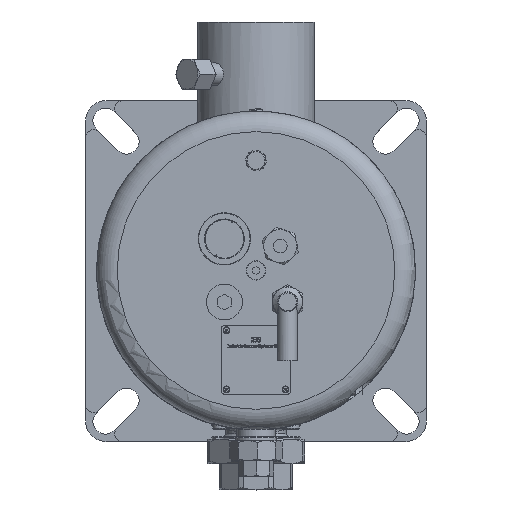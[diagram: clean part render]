
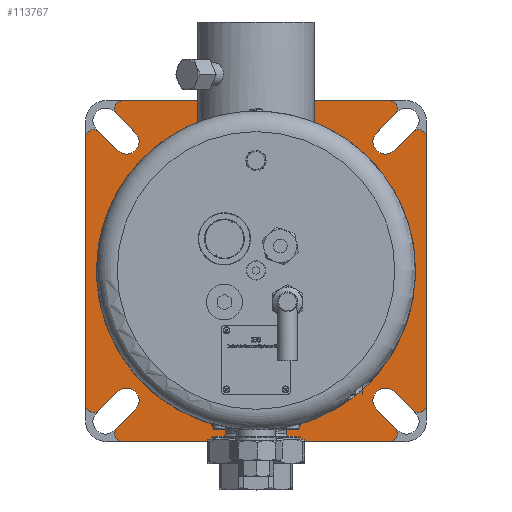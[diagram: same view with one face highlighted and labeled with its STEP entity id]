
A CAD part, top view. The second image highlights one B-rep face of the part: STEP entity #113767.
In plain terms, the highlighted planar face has unit normal (0, 0, 1).
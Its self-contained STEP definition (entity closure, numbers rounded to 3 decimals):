
#3560=FACE_BOUND('',#34623,.T.);
#10279=LINE('',#178887,#19406);
#10282=LINE('',#178893,#19409);
#10286=LINE('',#178903,#19413);
#10289=LINE('',#178911,#19416);
#10292=LINE('',#178917,#19419);
#10295=LINE('',#178925,#19422);
#10298=LINE('',#178933,#19425);
#10301=LINE('',#178941,#19428);
#10304=LINE('',#178951,#19431);
#10306=LINE('',#178957,#19433);
#10309=LINE('',#178965,#19436);
#10311=LINE('',#178971,#19438);
#19406=VECTOR('',#140957,10.);
#19409=VECTOR('',#140962,10.);
#19413=VECTOR('',#140972,10.);
#19416=VECTOR('',#140981,10.);
#19419=VECTOR('',#140986,10.);
#19422=VECTOR('',#140995,10.);
#19425=VECTOR('',#141004,10.);
#19428=VECTOR('',#141013,10.);
#19431=VECTOR('',#141026,10.);
#19433=VECTOR('',#141034,10.);
#19436=VECTOR('',#141043,10.);
#19438=VECTOR('',#141051,10.);
#27870=FACE_OUTER_BOUND('',#34622,.T.);
#34622=EDGE_LOOP('',(#85354,#85355,#85356,#85357,#85358,#85359,#85360,#85361,
#85362,#85363,#85364,#85365,#85366,#85367,#85368,#85369,#85370,#85371,#85372,
#85373,#85374,#85375,#85376,#85377));
#34623=EDGE_LOOP('',(#85378));
#39462=CIRCLE('',#121464,9.);
#39463=CIRCLE('',#121468,9.);
#39464=CIRCLE('',#121471,9.);
#39465=CIRCLE('',#121475,9.);
#39466=CIRCLE('',#121478,6.);
#39467=CIRCLE('',#121481,6.);
#39468=CIRCLE('',#121484,6.);
#39469=CIRCLE('',#121486,6.);
#39470=CIRCLE('',#121489,6.);
#39471=CIRCLE('',#121492,6.);
#39472=CIRCLE('',#121495,6.);
#39473=CIRCLE('',#121498,6.);
#39474=CIRCLE('',#121500,116.);
#47109=VERTEX_POINT('',#178879);
#47110=VERTEX_POINT('',#178881);
#47111=VERTEX_POINT('',#178885);
#47112=VERTEX_POINT('',#178889);
#47113=VERTEX_POINT('',#178891);
#47114=VERTEX_POINT('',#178895);
#47115=VERTEX_POINT('',#178899);
#47116=VERTEX_POINT('',#178901);
#47117=VERTEX_POINT('',#178905);
#47118=VERTEX_POINT('',#178909);
#47119=VERTEX_POINT('',#178913);
#47120=VERTEX_POINT('',#178915);
#47121=VERTEX_POINT('',#178919);
#47122=VERTEX_POINT('',#178923);
#47123=VERTEX_POINT('',#178927);
#47124=VERTEX_POINT('',#178931);
#47125=VERTEX_POINT('',#178935);
#47126=VERTEX_POINT('',#178939);
#47127=VERTEX_POINT('',#178945);
#47128=VERTEX_POINT('',#178949);
#47129=VERTEX_POINT('',#178955);
#47130=VERTEX_POINT('',#178959);
#47131=VERTEX_POINT('',#178963);
#47132=VERTEX_POINT('',#178969);
#47133=VERTEX_POINT('',#178975);
#60632=EDGE_CURVE('',#47110,#47109,#39462,.T.);
#60635=EDGE_CURVE('',#47111,#47110,#10279,.T.);
#60638=EDGE_CURVE('',#47112,#47113,#10282,.T.);
#60640=EDGE_CURVE('',#47113,#47114,#39463,.T.);
#60643=EDGE_CURVE('',#47115,#47116,#10286,.T.);
#60645=EDGE_CURVE('',#47116,#47117,#39464,.T.);
#60647=EDGE_CURVE('',#47117,#47118,#10289,.T.);
#60650=EDGE_CURVE('',#47119,#47120,#10292,.T.);
#60652=EDGE_CURVE('',#47120,#47121,#39465,.T.);
#60654=EDGE_CURVE('',#47109,#47122,#10295,.T.);
#60656=EDGE_CURVE('',#47123,#47122,#39466,.T.);
#60658=EDGE_CURVE('',#47121,#47124,#10298,.T.);
#60660=EDGE_CURVE('',#47125,#47124,#39467,.T.);
#60662=EDGE_CURVE('',#47126,#47125,#10301,.T.);
#60663=EDGE_CURVE('',#47112,#47126,#39468,.T.);
#60664=EDGE_CURVE('',#47119,#47127,#39469,.T.);
#60667=EDGE_CURVE('',#47127,#47128,#10304,.T.);
#60668=EDGE_CURVE('',#47128,#47118,#39470,.T.);
#60670=EDGE_CURVE('',#47114,#47129,#10306,.T.);
#60672=EDGE_CURVE('',#47130,#47129,#39471,.T.);
#60674=EDGE_CURVE('',#47131,#47130,#10309,.T.);
#60675=EDGE_CURVE('',#47111,#47131,#39472,.T.);
#60677=EDGE_CURVE('',#47132,#47123,#10311,.T.);
#60678=EDGE_CURVE('',#47115,#47132,#39473,.T.);
#60679=EDGE_CURVE('',#47133,#47133,#39474,.T.);
#85354=ORIENTED_EDGE('',*,*,#60678,.F.);
#85355=ORIENTED_EDGE('',*,*,#60643,.T.);
#85356=ORIENTED_EDGE('',*,*,#60645,.T.);
#85357=ORIENTED_EDGE('',*,*,#60647,.T.);
#85358=ORIENTED_EDGE('',*,*,#60668,.F.);
#85359=ORIENTED_EDGE('',*,*,#60667,.F.);
#85360=ORIENTED_EDGE('',*,*,#60664,.F.);
#85361=ORIENTED_EDGE('',*,*,#60650,.T.);
#85362=ORIENTED_EDGE('',*,*,#60652,.T.);
#85363=ORIENTED_EDGE('',*,*,#60658,.T.);
#85364=ORIENTED_EDGE('',*,*,#60660,.F.);
#85365=ORIENTED_EDGE('',*,*,#60662,.F.);
#85366=ORIENTED_EDGE('',*,*,#60663,.F.);
#85367=ORIENTED_EDGE('',*,*,#60638,.T.);
#85368=ORIENTED_EDGE('',*,*,#60640,.T.);
#85369=ORIENTED_EDGE('',*,*,#60670,.T.);
#85370=ORIENTED_EDGE('',*,*,#60672,.F.);
#85371=ORIENTED_EDGE('',*,*,#60674,.F.);
#85372=ORIENTED_EDGE('',*,*,#60675,.F.);
#85373=ORIENTED_EDGE('',*,*,#60635,.T.);
#85374=ORIENTED_EDGE('',*,*,#60632,.T.);
#85375=ORIENTED_EDGE('',*,*,#60654,.T.);
#85376=ORIENTED_EDGE('',*,*,#60656,.F.);
#85377=ORIENTED_EDGE('',*,*,#60677,.F.);
#85378=ORIENTED_EDGE('',*,*,#60679,.T.);
#102019=PLANE('',#121499);
#113767=ADVANCED_FACE('',(#27870,#3560),#102019,.T.);
#121464=AXIS2_PLACEMENT_3D('',#178882,#140951,#140952);
#121468=AXIS2_PLACEMENT_3D('',#178897,#140966,#140967);
#121471=AXIS2_PLACEMENT_3D('',#178907,#140976,#140977);
#121475=AXIS2_PLACEMENT_3D('',#178921,#140990,#140991);
#121478=AXIS2_PLACEMENT_3D('',#178929,#140999,#141000);
#121481=AXIS2_PLACEMENT_3D('',#178937,#141008,#141009);
#121484=AXIS2_PLACEMENT_3D('',#178943,#141016,#141017);
#121486=AXIS2_PLACEMENT_3D('',#178946,#141020,#141021);
#121489=AXIS2_PLACEMENT_3D('',#178953,#141029,#141030);
#121492=AXIS2_PLACEMENT_3D('',#178961,#141038,#141039);
#121495=AXIS2_PLACEMENT_3D('',#178967,#141046,#141047);
#121498=AXIS2_PLACEMENT_3D('',#178973,#141054,#141055);
#121499=AXIS2_PLACEMENT_3D('',#178974,#141056,#141057);
#121500=AXIS2_PLACEMENT_3D('',#178976,#141058,#141059);
#140951=DIRECTION('center_axis',(0.,0.,-1.));
#140952=DIRECTION('ref_axis',(0.707,-0.707,0.));
#140957=DIRECTION('',(0.707,-0.707,0.));
#140962=DIRECTION('',(-0.707,-0.707,0.));
#140966=DIRECTION('center_axis',(0.,0.,-1.));
#140967=DIRECTION('ref_axis',(0.707,0.707,0.));
#140972=DIRECTION('',(0.707,0.707,0.));
#140976=DIRECTION('center_axis',(0.,0.,-1.));
#140977=DIRECTION('ref_axis',(-0.707,-0.707,0.));
#140981=DIRECTION('',(-0.707,-0.707,0.));
#140986=DIRECTION('',(-0.707,0.707,0.));
#140990=DIRECTION('center_axis',(0.,0.,-1.));
#140991=DIRECTION('ref_axis',(0.707,-0.707,0.));
#140995=DIRECTION('',(-0.707,0.707,0.));
#140999=DIRECTION('center_axis',(0.,0.,-1.));
#141000=DIRECTION('ref_axis',(-0.383,0.924,0.));
#141004=DIRECTION('',(0.707,-0.707,0.));
#141008=DIRECTION('center_axis',(0.,0.,-1.));
#141009=DIRECTION('ref_axis',(0.383,-0.924,0.));
#141013=DIRECTION('',(0.,-1.,0.));
#141016=DIRECTION('center_axis',(0.,0.,-1.));
#141017=DIRECTION('ref_axis',(0.383,0.924,0.));
#141020=DIRECTION('center_axis',(0.,0.,-1.));
#141021=DIRECTION('ref_axis',(0.924,-0.383,0.));
#141026=DIRECTION('',(-1.,0.,0.));
#141029=DIRECTION('center_axis',(0.,0.,-1.));
#141030=DIRECTION('ref_axis',(-0.924,-0.383,0.));
#141034=DIRECTION('',(0.707,0.707,0.));
#141038=DIRECTION('center_axis',(0.,0.,-1.));
#141039=DIRECTION('ref_axis',(0.924,0.383,0.));
#141043=DIRECTION('',(1.,0.,0.));
#141046=DIRECTION('center_axis',(0.,0.,-1.));
#141047=DIRECTION('ref_axis',(-0.924,0.383,0.));
#141051=DIRECTION('',(0.,1.,0.));
#141054=DIRECTION('center_axis',(0.,0.,-1.));
#141055=DIRECTION('ref_axis',(-0.383,-0.924,0.));
#141056=DIRECTION('center_axis',(0.,0.,1.));
#141057=DIRECTION('ref_axis',(1.,0.,0.));
#141058=DIRECTION('center_axis',(0.,0.,-1.));
#141059=DIRECTION('ref_axis',(-1.,0.,0.));
#178879=CARTESIAN_POINT('',(-100.409,87.681,0.));
#178881=CARTESIAN_POINT('',(-87.681,100.409,0.));
#178882=CARTESIAN_POINT('Origin',(-94.045,94.045,0.));
#178885=CARTESIAN_POINT('',(-101.029,113.757,0.));
#178887=CARTESIAN_POINT('',(-40.659,53.387,0.));
#178889=CARTESIAN_POINT('',(113.757,101.029,0.));
#178891=CARTESIAN_POINT('',(100.409,87.681,0.));
#178893=CARTESIAN_POINT('',(53.387,40.659,0.));
#178895=CARTESIAN_POINT('',(87.681,100.409,0.));
#178897=CARTESIAN_POINT('Origin',(94.045,94.045,0.));
#178899=CARTESIAN_POINT('',(-113.757,-101.029,0.));
#178901=CARTESIAN_POINT('',(-100.409,-87.681,0.));
#178903=CARTESIAN_POINT('',(-53.387,-40.659,0.));
#178905=CARTESIAN_POINT('',(-87.681,-100.409,0.));
#178907=CARTESIAN_POINT('Origin',(-94.045,-94.045,0.));
#178909=CARTESIAN_POINT('',(-101.029,-113.757,0.));
#178911=CARTESIAN_POINT('',(-56.569,-69.296,0.));
#178913=CARTESIAN_POINT('',(101.029,-113.757,0.));
#178915=CARTESIAN_POINT('',(87.681,-100.409,0.));
#178917=CARTESIAN_POINT('',(40.659,-53.387,0.));
#178919=CARTESIAN_POINT('',(100.409,-87.681,0.));
#178921=CARTESIAN_POINT('Origin',(94.045,-94.045,0.));
#178923=CARTESIAN_POINT('',(-113.757,101.029,0.));
#178925=CARTESIAN_POINT('',(-69.296,56.569,0.));
#178927=CARTESIAN_POINT('',(-124.,96.787,0.));
#178929=CARTESIAN_POINT('Origin',(-118.,96.787,0.));
#178931=CARTESIAN_POINT('',(113.757,-101.029,0.));
#178933=CARTESIAN_POINT('',(69.296,-56.569,0.));
#178935=CARTESIAN_POINT('',(124.,-96.787,0.));
#178937=CARTESIAN_POINT('Origin',(118.,-96.787,0.));
#178939=CARTESIAN_POINT('',(124.,96.787,0.));
#178941=CARTESIAN_POINT('',(124.,124.,0.));
#178943=CARTESIAN_POINT('Origin',(118.,96.787,0.));
#178945=CARTESIAN_POINT('',(96.787,-124.,0.));
#178946=CARTESIAN_POINT('Origin',(96.787,-118.,0.));
#178949=CARTESIAN_POINT('',(-96.787,-124.,0.));
#178951=CARTESIAN_POINT('',(124.,-124.,0.));
#178953=CARTESIAN_POINT('Origin',(-96.787,-118.,0.));
#178955=CARTESIAN_POINT('',(101.029,113.757,0.));
#178957=CARTESIAN_POINT('',(56.569,69.296,0.));
#178959=CARTESIAN_POINT('',(96.787,124.,0.));
#178961=CARTESIAN_POINT('Origin',(96.787,118.,0.));
#178963=CARTESIAN_POINT('',(-96.787,124.,0.));
#178965=CARTESIAN_POINT('',(-124.,124.,0.));
#178967=CARTESIAN_POINT('Origin',(-96.787,118.,0.));
#178969=CARTESIAN_POINT('',(-124.,-96.787,0.));
#178971=CARTESIAN_POINT('',(-124.,-124.,0.));
#178973=CARTESIAN_POINT('Origin',(-118.,-96.787,0.));
#178974=CARTESIAN_POINT('Origin',(0.,0.,
0.));
#178975=CARTESIAN_POINT('',(116.,0.,0.));
#178976=CARTESIAN_POINT('Origin',(0.,0.,0.));
